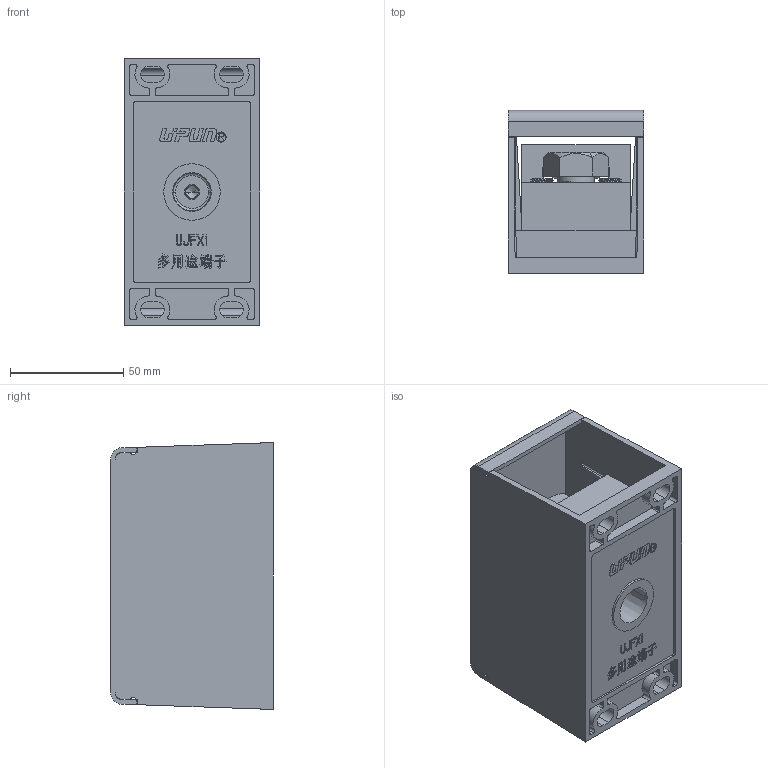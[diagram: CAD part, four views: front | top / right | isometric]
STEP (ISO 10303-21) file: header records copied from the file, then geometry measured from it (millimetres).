
FILE_DESCRIPTION((''),'2;1');
FILE_NAME('UJFX1-240_4_70','2023-03-23T',('ASUS'),(''),'PRO/ENGINEER BY PARAMETRIC TECHNOLOGY CORPORATION, 2013230','PRO/ENGINEER BY PARAMETRIC TECHNOLOGY CORPORATION, 2013230','');
FILE_SCHEMA(('CONFIG_CONTROL_DESIGN'));
Products named in the file (1): UJFX1-240_4_70
Bounding box: 60 x 72 x 118 mm (x, y, z)
Volume: 180162.7 mm3; surface area: 104079.1 mm2
Topology: 1 solids, 1 shells, 1261 faces, 3676 edges, 2406 vertices
Faces by surface type: plane 772, cylinder 348, bspline 89, cone 40, sphere 8, torus 4
Entity records: 62362 total; most frequent: CARTESIAN_POINT 30535, ORIENTED_EDGE 7308, DIRECTION 5559, EDGE_CURVE 3654, VECTOR 2475, LINE 2475, VERTEX_POINT 2406, AXIS2_PLACEMENT_3D 1542
